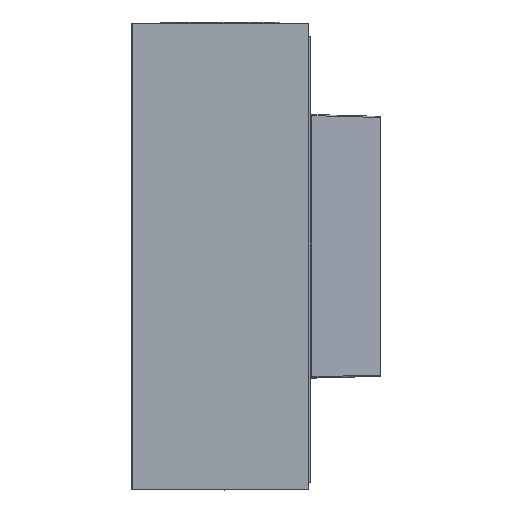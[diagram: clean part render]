
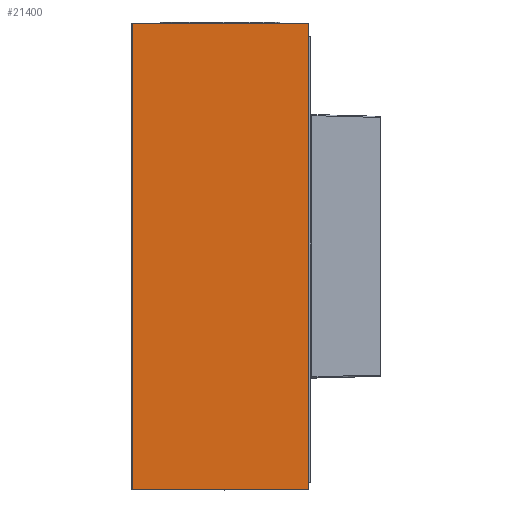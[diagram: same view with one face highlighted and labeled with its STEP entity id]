
A CAD part, top view. The second image highlights one B-rep face of the part: STEP entity #21400.
In plain terms, the highlighted planar face has unit normal (-0.018, 0, 1).
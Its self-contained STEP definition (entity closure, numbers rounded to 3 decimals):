
#28 = DIRECTION ( 'NONE',  ( 0., 1., 0. ) ) ;
#1896 = AXIS2_PLACEMENT_3D ( 'NONE', #22270, #10131, #8408 ) ;
#2309 = ORIENTED_EDGE ( 'NONE', *, *, #3892, .F. ) ;
#2639 = ORIENTED_EDGE ( 'NONE', *, *, #6354, .T. ) ;
#2746 = EDGE_CURVE ( 'NONE', #9449, #4824, #9332, .T. ) ;
#3468 = VERTEX_POINT ( 'NONE', #11455 ) ;
#3808 = CARTESIAN_POINT ( 'NONE',  ( 40., -185.012, 41.396 ) ) ;
#3892 = EDGE_CURVE ( 'NONE', #10089, #3468, #22089, .T. ) ;
#4638 = DIRECTION ( 'NONE',  ( 0., -1., 0. ) ) ;
#4824 = VERTEX_POINT ( 'NONE', #15599 ) ;
#5687 = VECTOR ( 'NONE', #4638, 1000. ) ;
#5834 = EDGE_CURVE ( 'NONE', #9449, #3468, #6563, .T. ) ;
#6192 = EDGE_LOOP ( 'NONE', ( #18689, #9470, #2309, #2639 ) ) ;
#6354 = EDGE_CURVE ( 'NONE', #10089, #4824, #8698, .T. ) ;
#6563 = LINE ( 'NONE', #15479, #5687 ) ;
#7752 = CARTESIAN_POINT ( 'NONE',  ( -39.509, 105., 40.009 ) ) ;
#8117 = DIRECTION ( 'NONE',  ( -1., 0., -0.017 ) ) ;
#8408 = DIRECTION ( 'NONE',  ( 1., 0., 0.017 ) ) ;
#8698 = LINE ( 'NONE', #3808, #22105 ) ;
#9332 = LINE ( 'NONE', #14700, #21701 ) ;
#9449 = VERTEX_POINT ( 'NONE', #7752 ) ;
#9470 = ORIENTED_EDGE ( 'NONE', *, *, #5834, .T. ) ;
#9783 = VECTOR ( 'NONE', #8117, 1000. ) ;
#10089 = VERTEX_POINT ( 'NONE', #11106 ) ;
#10131 = DIRECTION ( 'NONE',  ( -0.017, 0., 1. ) ) ;
#11106 = CARTESIAN_POINT ( 'NONE',  ( 40., -105., 41.396 ) ) ;
#11455 = CARTESIAN_POINT ( 'NONE',  ( -39.509, -105., 40.009 ) ) ;
#13444 = FACE_OUTER_BOUND ( 'NONE', #6192, .T. ) ;
#14700 = CARTESIAN_POINT ( 'NONE',  ( -40., 105., 40. ) ) ;
#15278 = PLANE ( 'NONE',  #1896 ) ;
#15479 = CARTESIAN_POINT ( 'NONE',  ( -39.509, -105., 40.009 ) ) ;
#15599 = CARTESIAN_POINT ( 'NONE',  ( 40., 105., 41.396 ) ) ;
#16292 = DIRECTION ( 'NONE',  ( 1., 0., 0.017 ) ) ;
#18689 = ORIENTED_EDGE ( 'NONE', *, *, #2746, .F. ) ;
#21400 = ADVANCED_FACE ( 'NONE', ( #13444 ), #15278, .T. ) ;
#21701 = VECTOR ( 'NONE', #16292, 1000. ) ;
#21863 = CARTESIAN_POINT ( 'NONE',  ( -40., -105., 40. ) ) ;
#22089 = LINE ( 'NONE', #21863, #9783 ) ;
#22105 = VECTOR ( 'NONE', #28, 1000. ) ;
#22270 = CARTESIAN_POINT ( 'NONE',  ( -40., -185.012, 40. ) ) ;
